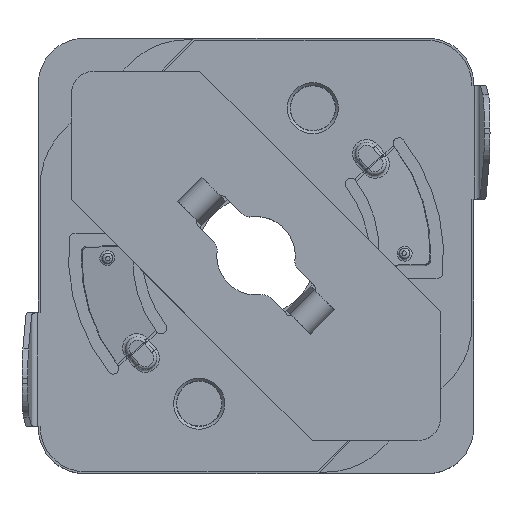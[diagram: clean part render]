
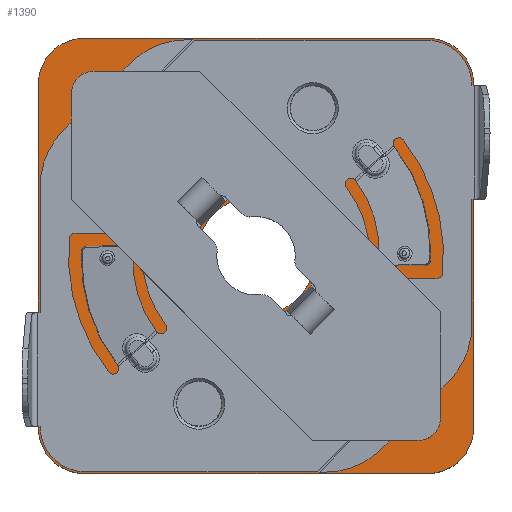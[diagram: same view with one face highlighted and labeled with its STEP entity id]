
A CAD part, top view. The second image highlights one B-rep face of the part: STEP entity #1390.
In plain terms, the highlighted planar face has unit normal (0, 0, 1).
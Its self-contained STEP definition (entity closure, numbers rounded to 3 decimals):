
#1210=CARTESIAN_POINT('',(0.,0.,-0.25));
#1211=DIRECTION('',(0.0,0.0,-1.0));
#1212=DIRECTION('',(1.0,0.0,0.0));
#1213=AXIS2_PLACEMENT_3D('',#1210,#1211,#1212);
#1214=PLANE('',#1213);
#1215=CARTESIAN_POINT('',(-19.15,-15.15,-0.25));
#1216=VERTEX_POINT('',#1215);
#1217=CARTESIAN_POINT('',(-19.15,15.15,-0.25));
#1218=VERTEX_POINT('',#1217);
#1219=CARTESIAN_POINT('',(-19.15,-15.15,-0.25));
#1220=DIRECTION('',(0.0,1.0,0.0));
#1221=VECTOR('',#1220,30.3);
#1222=LINE('',#1219,#1221);
#1223=EDGE_CURVE('',#1216,#1218,#1222,.T.);
#1224=ORIENTED_EDGE('',*,*,#1223,.F.);
#1225=CARTESIAN_POINT('',(-15.15,-19.15,-0.25));
#1226=VERTEX_POINT('',#1225);
#1227=CARTESIAN_POINT('',(-15.15,-15.15,-0.25));
#1228=DIRECTION('',(0.0,0.0,-1.0));
#1229=DIRECTION('',(0.0,-1.0,0.0));
#1230=AXIS2_PLACEMENT_3D('',#1227,#1228,#1229);
#1231=CIRCLE('',#1230,4.0);
#1232=EDGE_CURVE('',#1226,#1216,#1231,.T.);
#1233=ORIENTED_EDGE('',*,*,#1232,.F.);
#1234=CARTESIAN_POINT('',(15.15,-19.15,-0.25));
#1235=VERTEX_POINT('',#1234);
#1236=CARTESIAN_POINT('',(15.15,-19.15,-0.25));
#1237=DIRECTION('',(-1.0,0.0,0.0));
#1238=VECTOR('',#1237,30.3);
#1239=LINE('',#1236,#1238);
#1240=EDGE_CURVE('',#1235,#1226,#1239,.T.);
#1241=ORIENTED_EDGE('',*,*,#1240,.F.);
#1242=CARTESIAN_POINT('',(19.15,-15.15,-0.25));
#1243=VERTEX_POINT('',#1242);
#1244=CARTESIAN_POINT('',(15.15,-15.15,-0.25));
#1245=DIRECTION('',(0.0,0.0,-1.0));
#1246=DIRECTION('',(1.0,0.0,0.0));
#1247=AXIS2_PLACEMENT_3D('',#1244,#1245,#1246);
#1248=CIRCLE('',#1247,4.0);
#1249=EDGE_CURVE('',#1243,#1235,#1248,.T.);
#1250=ORIENTED_EDGE('',*,*,#1249,.F.);
#1251=CARTESIAN_POINT('',(19.15,15.15,-0.25));
#1252=VERTEX_POINT('',#1251);
#1253=CARTESIAN_POINT('',(19.15,15.15,-0.25));
#1254=DIRECTION('',(0.0,-1.0,0.0));
#1255=VECTOR('',#1254,30.3);
#1256=LINE('',#1253,#1255);
#1257=EDGE_CURVE('',#1252,#1243,#1256,.T.);
#1258=ORIENTED_EDGE('',*,*,#1257,.F.);
#1259=CARTESIAN_POINT('',(15.15,19.15,-0.25));
#1260=VERTEX_POINT('',#1259);
#1261=CARTESIAN_POINT('',(15.15,15.15,-0.25));
#1262=DIRECTION('',(0.0,0.0,-1.0));
#1263=DIRECTION('',(0.0,1.0,0.0));
#1264=AXIS2_PLACEMENT_3D('',#1261,#1262,#1263);
#1265=CIRCLE('',#1264,4.0);
#1266=EDGE_CURVE('',#1260,#1252,#1265,.T.);
#1267=ORIENTED_EDGE('',*,*,#1266,.F.);
#1268=CARTESIAN_POINT('',(-15.15,19.15,-0.25));
#1269=VERTEX_POINT('',#1268);
#1270=CARTESIAN_POINT('',(-15.15,19.15,-0.25));
#1271=DIRECTION('',(1.0,0.0,0.0));
#1272=VECTOR('',#1271,30.3);
#1273=LINE('',#1270,#1272);
#1274=EDGE_CURVE('',#1269,#1260,#1273,.T.);
#1275=ORIENTED_EDGE('',*,*,#1274,.F.);
#1276=CARTESIAN_POINT('',(-15.15,15.15,-0.25));
#1277=DIRECTION('',(0.0,0.0,-1.0));
#1278=DIRECTION('',(-1.0,0.0,0.0));
#1279=AXIS2_PLACEMENT_3D('',#1276,#1277,#1278);
#1280=CIRCLE('',#1279,4.0);
#1281=EDGE_CURVE('',#1218,#1269,#1280,.T.);
#1282=ORIENTED_EDGE('',*,*,#1281,.F.);
#1283=EDGE_LOOP('',(#1224,#1233,#1241,#1250,#1258,#1267,#1275,#1282));
#1284=FACE_OUTER_BOUND('',#1283,.T.);
#1285=CARTESIAN_POINT('',(-8.996,18.33,-0.25));
#1286=VERTEX_POINT('',#1285);
#1287=CARTESIAN_POINT('',(-11.024,16.922,-0.25));
#1288=VERTEX_POINT('',#1287);
#1289=CARTESIAN_POINT('',(-6.037,11.935,-0.25));
#1290=DIRECTION('',(0.0,0.0,1.0));
#1291=DIRECTION('',(-0.707,0.707,0.0));
#1292=AXIS2_PLACEMENT_3D('',#1289,#1290,#1291);
#1293=ELLIPSE('',#1292,7.053,7.);
#1294=EDGE_CURVE('',#1286,#1288,#1293,.T.);
#1295=ORIENTED_EDGE('',*,*,#1294,.F.);
#1296=CARTESIAN_POINT('',(-11.772,15.555,-0.25));
#1297=VERTEX_POINT('',#1296);
#1298=CARTESIAN_POINT('',(-11.772,15.555,-0.25));
#1299=DIRECTION('',(0.707,0.707,0.0));
#1300=VECTOR('',#1299,3.926);
#1301=LINE('',#1298,#1300);
#1302=EDGE_CURVE('',#1297,#1286,#1301,.T.);
#1303=ORIENTED_EDGE('',*,*,#1302,.F.);
#1304=CARTESIAN_POINT('',(-11.498,16.448,-0.25));
#1305=VERTEX_POINT('',#1304);
#1306=CARTESIAN_POINT('',(-10.786,15.736,-0.25));
#1307=DIRECTION('',(0.0,0.0,1.));
#1308=DIRECTION('',(-0.707,0.707,0.0));
#1309=AXIS2_PLACEMENT_3D('',#1306,#1307,#1308);
#1310=ELLIPSE('',#1309,1.008,1.0);
#1311=EDGE_CURVE('',#1305,#1297,#1310,.T.);
#1312=ORIENTED_EDGE('',*,*,#1311,.F.);
#1313=CARTESIAN_POINT('',(-11.024,16.922,-0.25));
#1314=DIRECTION('',(-0.707,-0.707,0.0));
#1315=VECTOR('',#1314,0.671);
#1316=LINE('',#1313,#1315);
#1317=EDGE_CURVE('',#1288,#1305,#1316,.T.);
#1318=ORIENTED_EDGE('',*,*,#1317,.F.);
#1319=EDGE_LOOP('',(#1295,#1303,#1312,#1318));
#1320=FACE_BOUND('',#1319,.T.);
#1321=CARTESIAN_POINT('',(8.996,-18.33,-0.25));
#1322=VERTEX_POINT('',#1321);
#1323=CARTESIAN_POINT('',(11.024,-16.922,-0.25));
#1324=VERTEX_POINT('',#1323);
#1325=CARTESIAN_POINT('',(6.037,-11.935,-0.25));
#1326=DIRECTION('',(0.0,0.0,1.0));
#1327=DIRECTION('',(0.707,-0.707,0.0));
#1328=AXIS2_PLACEMENT_3D('',#1325,#1326,#1327);
#1329=ELLIPSE('',#1328,7.053,7.);
#1330=EDGE_CURVE('',#1322,#1324,#1329,.T.);
#1331=ORIENTED_EDGE('',*,*,#1330,.F.);
#1332=CARTESIAN_POINT('',(11.772,-15.555,-0.25));
#1333=VERTEX_POINT('',#1332);
#1334=CARTESIAN_POINT('',(11.772,-15.555,-0.25));
#1335=DIRECTION('',(-0.707,-0.707,0.0));
#1336=VECTOR('',#1335,3.926);
#1337=LINE('',#1334,#1336);
#1338=EDGE_CURVE('',#1333,#1322,#1337,.T.);
#1339=ORIENTED_EDGE('',*,*,#1338,.F.);
#1340=CARTESIAN_POINT('',(11.498,-16.448,-0.25));
#1341=VERTEX_POINT('',#1340);
#1342=CARTESIAN_POINT('',(10.786,-15.736,-0.25));
#1343=DIRECTION('',(0.0,0.0,1.));
#1344=DIRECTION('',(0.707,-0.707,0.0));
#1345=AXIS2_PLACEMENT_3D('',#1342,#1343,#1344);
#1346=ELLIPSE('',#1345,1.008,1.);
#1347=EDGE_CURVE('',#1341,#1333,#1346,.T.);
#1348=ORIENTED_EDGE('',*,*,#1347,.F.);
#1349=CARTESIAN_POINT('',(11.024,-16.922,-0.25));
#1350=DIRECTION('',(0.707,0.707,0.0));
#1351=VECTOR('',#1350,0.671);
#1352=LINE('',#1349,#1351);
#1353=EDGE_CURVE('',#1324,#1341,#1352,.T.);
#1354=ORIENTED_EDGE('',*,*,#1353,.F.);
#1355=EDGE_LOOP('',(#1331,#1339,#1348,#1354));
#1356=FACE_BOUND('',#1355,.T.);
#1357=CARTESIAN_POINT('',(3.025,13.,-0.25));
#1358=VERTEX_POINT('',#1357);
#1359=CARTESIAN_POINT('',(5.,13.,-0.25));
#1360=DIRECTION('',(0.0,0.0,-1.0));
#1361=DIRECTION('',(1.0,0.0,0.0));
#1362=AXIS2_PLACEMENT_3D('',#1359,#1360,#1361);
#1363=CIRCLE('',#1362,1.975);
#1364=EDGE_CURVE('',#1358,#1358,#1363,.T.);
#1365=ORIENTED_EDGE('',*,*,#1364,.T.);
#1366=EDGE_LOOP('',(#1365));
#1367=FACE_BOUND('',#1366,.T.);
#1368=CARTESIAN_POINT('',(-6.975,-13.,-0.25));
#1369=VERTEX_POINT('',#1368);
#1370=CARTESIAN_POINT('',(-5.,-13.,-0.25));
#1371=DIRECTION('',(0.0,0.0,-1.0));
#1372=DIRECTION('',(1.0,0.0,0.0));
#1373=AXIS2_PLACEMENT_3D('',#1370,#1371,#1372);
#1374=CIRCLE('',#1373,1.975);
#1375=EDGE_CURVE('',#1369,#1369,#1374,.T.);
#1376=ORIENTED_EDGE('',*,*,#1375,.T.);
#1377=EDGE_LOOP('',(#1376));
#1378=FACE_BOUND('',#1377,.T.);
#1379=CARTESIAN_POINT('',(5.25,0.,-0.25));
#1380=VERTEX_POINT('',#1379);
#1381=CARTESIAN_POINT('',(0.,0.,-0.25));
#1382=DIRECTION('',(0.0,0.0,-1.0));
#1383=DIRECTION('',(-1.0,0.0,0.0));
#1384=AXIS2_PLACEMENT_3D('',#1381,#1382,#1383);
#1385=CIRCLE('',#1384,5.25);
#1386=EDGE_CURVE('',#1380,#1380,#1385,.T.);
#1387=ORIENTED_EDGE('',*,*,#1386,.T.);
#1388=EDGE_LOOP('',(#1387));
#1389=FACE_BOUND('',#1388,.T.);
#1390=ADVANCED_FACE('',(#1284,#1320,#1356,#1367,#1378,#1389),#1214,.F.);
